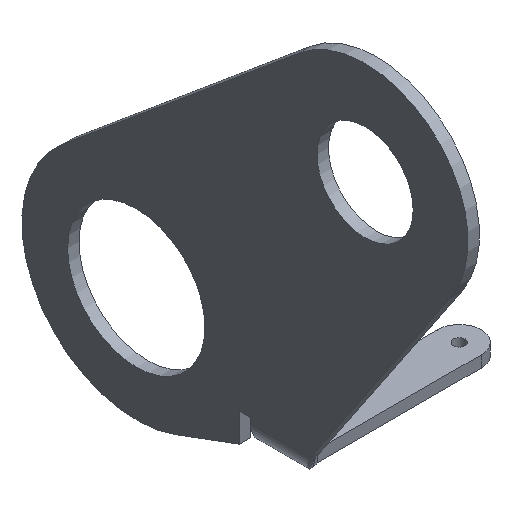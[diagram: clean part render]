
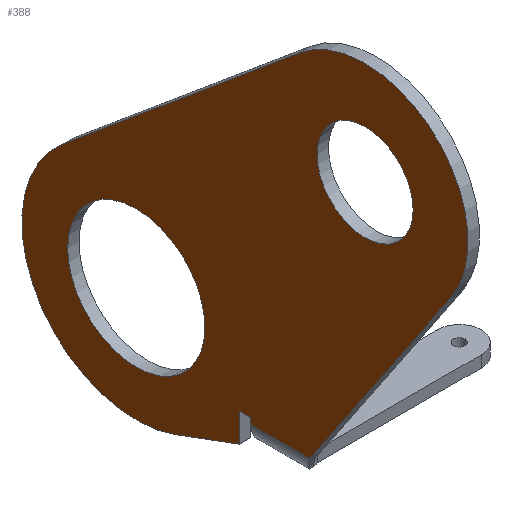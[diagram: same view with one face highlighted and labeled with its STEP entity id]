
A CAD part, isometric view. The second image highlights one B-rep face of the part: STEP entity #388.
In plain terms, the highlighted planar face has unit normal (-1, 0, 0).
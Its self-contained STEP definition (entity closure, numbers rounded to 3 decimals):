
#20=FACE_BOUND('',#75,.T.);
#21=FACE_BOUND('',#76,.T.);
#32=PLANE('',#429);
#50=FACE_OUTER_BOUND('',#74,.T.);
#74=EDGE_LOOP('',(#316,#317,#318,#319,#320,#321,#322,#323,#324));
#75=EDGE_LOOP('',(#325));
#76=EDGE_LOOP('',(#326));
#96=LINE('',#596,#133);
#103=LINE('',#648,#140);
#108=LINE('',#659,#145);
#111=LINE('',#663,#148);
#112=LINE('',#666,#149);
#113=LINE('',#670,#150);
#114=LINE('',#673,#151);
#133=VECTOR('',#475,10.);
#140=VECTOR('',#496,10.);
#145=VECTOR('',#503,10.);
#148=VECTOR('',#508,10.);
#149=VECTOR('',#511,10.);
#150=VECTOR('',#514,10.);
#151=VECTOR('',#517,10.);
#167=CIRCLE('',#430,22.5);
#168=CIRCLE('',#431,25.);
#169=CIRCLE('',#432,10.5);
#170=CIRCLE('',#433,15.);
#185=VERTEX_POINT('',#584);
#186=VERTEX_POINT('',#595);
#190=VERTEX_POINT('',#647);
#194=VERTEX_POINT('',#656);
#195=VERTEX_POINT('',#658);
#196=VERTEX_POINT('',#665);
#197=VERTEX_POINT('',#667);
#198=VERTEX_POINT('',#669);
#199=VERTEX_POINT('',#671);
#200=VERTEX_POINT('',#674);
#201=VERTEX_POINT('',#676);
#222=EDGE_CURVE('',#186,#185,#96,.T.);
#232=EDGE_CURVE('',#190,#186,#103,.T.);
#237=EDGE_CURVE('',#195,#194,#108,.T.);
#240=EDGE_CURVE('',#194,#190,#111,.T.);
#241=EDGE_CURVE('',#196,#185,#112,.T.);
#242=EDGE_CURVE('',#197,#196,#167,.T.);
#243=EDGE_CURVE('',#197,#198,#113,.T.);
#244=EDGE_CURVE('',#199,#198,#168,.T.);
#245=EDGE_CURVE('',#195,#199,#114,.T.);
#246=EDGE_CURVE('',#200,#200,#169,.T.);
#247=EDGE_CURVE('',#201,#201,#170,.T.);
#316=ORIENTED_EDGE('',*,*,#232,.T.);
#317=ORIENTED_EDGE('',*,*,#222,.T.);
#318=ORIENTED_EDGE('',*,*,#241,.F.);
#319=ORIENTED_EDGE('',*,*,#242,.F.);
#320=ORIENTED_EDGE('',*,*,#243,.T.);
#321=ORIENTED_EDGE('',*,*,#244,.F.);
#322=ORIENTED_EDGE('',*,*,#245,.F.);
#323=ORIENTED_EDGE('',*,*,#237,.T.);
#324=ORIENTED_EDGE('',*,*,#240,.T.);
#325=ORIENTED_EDGE('',*,*,#246,.F.);
#326=ORIENTED_EDGE('',*,*,#247,.F.);
#388=ADVANCED_FACE('',(#50,#20,#21),#32,.F.);
#429=AXIS2_PLACEMENT_3D('',#664,#509,#510);
#430=AXIS2_PLACEMENT_3D('',#668,#512,#513);
#431=AXIS2_PLACEMENT_3D('',#672,#515,#516);
#432=AXIS2_PLACEMENT_3D('',#675,#518,#519);
#433=AXIS2_PLACEMENT_3D('',#677,#520,#521);
#475=DIRECTION('',(0.,-1.,0.));
#496=DIRECTION('',(0.,0.,-1.));
#503=DIRECTION('',(0.,0.,1.));
#508=DIRECTION('',(0.,-1.,0.));
#509=DIRECTION('center_axis',(1.,0.,0.));
#510=DIRECTION('ref_axis',(0.,0.,-1.));
#511=DIRECTION('',(0.,0.558,-0.83));
#512=DIRECTION('center_axis',(1.,0.,0.));
#513=DIRECTION('ref_axis',(0.,0.,-1.));
#514=DIRECTION('',(0.,0.768,-0.641));
#515=DIRECTION('center_axis',(1.,0.,0.));
#516=DIRECTION('ref_axis',(0.,0.,-1.));
#517=DIRECTION('',(0.,0.938,-0.347));
#518=DIRECTION('center_axis',(-1.,0.,0.));
#519=DIRECTION('ref_axis',(0.,0.,-1.));
#520=DIRECTION('center_axis',(-1.,0.,0.));
#521=DIRECTION('ref_axis',(0.,0.,-1.));
#584=CARTESIAN_POINT('',(0.,5.578,-11.788));
#595=CARTESIAN_POINT('',(0.,18.467,-11.788));
#596=CARTESIAN_POINT('',(0.,12.647,-11.788));
#647=CARTESIAN_POINT('',(0.,18.467,-10.538));
#648=CARTESIAN_POINT('',(0.,18.467,2.999));
#656=CARTESIAN_POINT('',(0.,20.967,-10.538));
#658=CARTESIAN_POINT('',(0.,20.967,-16.788));
#659=CARTESIAN_POINT('',(0.,20.967,6.124));
#663=CARTESIAN_POINT('',(0.,19.092,-10.538));
#664=CARTESIAN_POINT('Origin',(0.,19.717,22.787));
#665=CARTESIAN_POINT('',(0.,-25.203,33.98));
#666=CARTESIAN_POINT('',(0.,-25.203,33.98));
#667=CARTESIAN_POINT('',(0.,7.887,63.809));
#668=CARTESIAN_POINT('Origin',(0.,-6.533,46.537));
#669=CARTESIAN_POINT('',(0.,59.489,20.728));
#670=CARTESIAN_POINT('',(0.,7.887,63.809));
#671=CARTESIAN_POINT('',(0.,34.782,-21.906));
#672=CARTESIAN_POINT('Origin',(0.,43.467,1.537));
#673=CARTESIAN_POINT('',(0.,20.967,-16.788));
#674=CARTESIAN_POINT('',(0.,-6.533,57.037));
#675=CARTESIAN_POINT('Origin',(0.,-6.533,46.537));
#676=CARTESIAN_POINT('',(0.,43.467,16.537));
#677=CARTESIAN_POINT('Origin',(0.,43.467,1.537));
